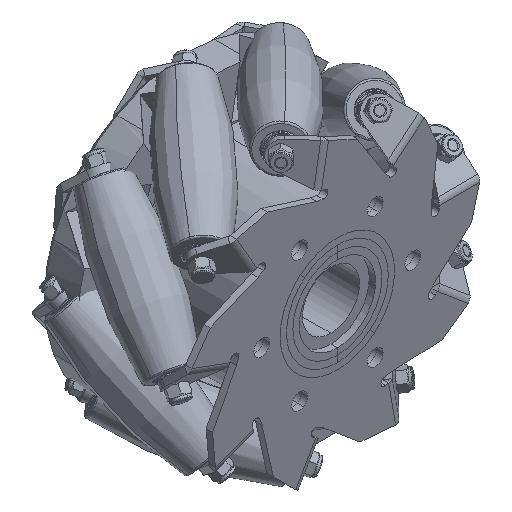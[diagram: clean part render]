
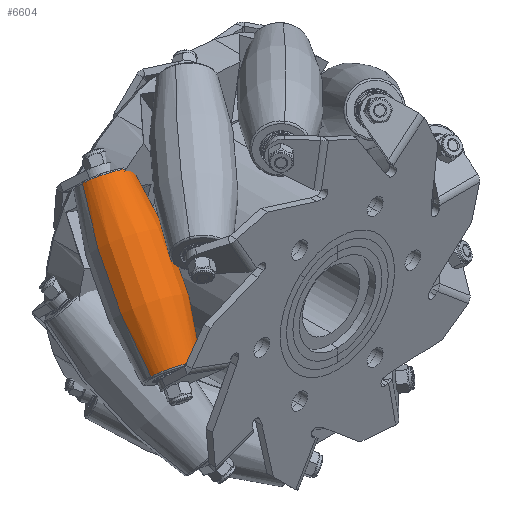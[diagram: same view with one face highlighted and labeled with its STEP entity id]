
A CAD part, isometric view. The second image highlights one B-rep face of the part: STEP entity #6604.
In plain terms, the highlighted face is a revolution surface.
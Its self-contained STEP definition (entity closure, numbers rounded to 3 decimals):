
#6301=CARTESIAN_POINT('',(23.089,6.577,-36.826));
#6302=DIRECTION('',(0.696,-0.707,0.123));
#6303=DIRECTION('',(-0.174,0.,0.985));
#6304=AXIS2_PLACEMENT_3D('',#6301,#6302,#6303);
#6306=CARTESIAN_POINT('',(-7.899,39.272,
-49.372));
#6307=CARTESIAN_POINT('',(-6.909,38.325,
-49.531));
#6308=CARTESIAN_POINT('',(-4.241,35.757,
-49.875));
#6309=CARTESIAN_POINT('',(0.865,30.772,
-50.12));
#6310=CARTESIAN_POINT('',(7.391,24.26,-49.628));
#6311=CARTESIAN_POINT('',(14.479,17.003,-48.04));
#6312=CARTESIAN_POINT('',(19.123,12.121,-46.265));
#6313=CARTESIAN_POINT('',(22.355,8.673,-44.738));
#6314=CARTESIAN_POINT('',(23.403,7.548,-44.197));
#6315=CARTESIAN_POINT('',(24.3,6.577,-43.698));
#6317=CARTESIAN_POINT('',(-9.11,39.272,
-42.504));
#6318=DIRECTION('',(0.696,-0.707,0.123));
#6319=DIRECTION('',(-0.174,0.,0.985));
#6320=AXIS2_PLACEMENT_3D('',#6317,#6318,#6319);
#6322=CARTESIAN_POINT('',(-10.321,39.272,
-35.635));
#6323=CARTESIAN_POINT('',(-9.445,38.325,
-35.148));
#6324=CARTESIAN_POINT('',(-7.055,35.757,
-33.911));
#6325=CARTESIAN_POINT('',(-2.342,30.772,
-31.935));
#6326=CARTESIAN_POINT('',(3.959,24.26,-30.165));
#6327=CARTESIAN_POINT('',(11.163,17.003,-29.233));
#6328=CARTESIAN_POINT('',(16.134,12.121,-29.313));
#6329=CARTESIAN_POINT('',(19.693,8.673,-29.643));
#6330=CARTESIAN_POINT('',(20.863,7.548,-29.793));
#6331=CARTESIAN_POINT('',(21.877,6.577,-29.955));
#6467=CARTESIAN_POINT('',(21.877,6.577,-29.955));
#6468=CARTESIAN_POINT('',(24.3,6.577,-43.698));
#6469=VERTEX_POINT('',#6467);
#6470=VERTEX_POINT('',#6468);
#6471=CARTESIAN_POINT('',(-10.321,39.272,
-35.635));
#6472=CARTESIAN_POINT('',(-7.899,39.272,
-49.372));
#6473=VERTEX_POINT('',#6471);
#6474=VERTEX_POINT('',#6472);
#6582=CARTESIAN_POINT('',(24.593,6.26,-43.533));
#6583=CARTESIAN_POINT('',(23.602,7.333,-44.093));
#6584=CARTESIAN_POINT('',(22.457,8.565,-44.69));
#6585=CARTESIAN_POINT('',(19.123,12.121,-46.265));
#6586=CARTESIAN_POINT('',(14.479,17.003,-48.04));
#6587=CARTESIAN_POINT('',(7.391,24.26,-49.628));
#6588=CARTESIAN_POINT('',(0.865,30.772,
-50.12));
#6589=CARTESIAN_POINT('',(-4.354,35.868,
-49.87));
#6590=CARTESIAN_POINT('',(-7.132,38.539,
-49.501));
#6591=CARTESIAN_POINT('',(-8.23,39.589,
-49.318));
#6593=CARTESIAN_POINT('',(-8.785,38.943,
-42.446));
#6594=DIRECTION('',(0.696,-0.707,0.123));
#6595=AXIS1_PLACEMENT('',#6593,#6594);
#6596=SURFACE_OF_REVOLUTION('',#6592,#6595);
#6597=ORIENTED_EDGE('',*,*,#6576,.T.);
#6598=ORIENTED_EDGE('',*,*,#6532,.F.);
#6600=ORIENTED_EDGE('',*,*,#6599,.F.);
#6601=ORIENTED_EDGE('',*,*,#6528,.T.);
#6602=EDGE_LOOP('',(#6597,#6598,#6600,#6601));
#6603=FACE_OUTER_BOUND('',#6602,.F.);
#6305=CIRCLE('',#6304,6.977);
#6316=B_SPLINE_CURVE_WITH_KNOTS('',3,(#6306,#6307,#6308,#6309,#6310,#6311,#6312,
#6313,#6314,#6315),.UNSPECIFIED.,.F.,.F.,(4,1,1,1,1,1,1,4),(0.,
0.091,0.244,0.46,0.677,
0.893,0.907,1.),.UNSPECIFIED.);
#6321=CIRCLE('',#6320,6.974);
#6332=B_SPLINE_CURVE_WITH_KNOTS('',3,(#6322,#6323,#6324,#6325,#6326,#6327,#6328,
#6329,#6330,#6331),.UNSPECIFIED.,.F.,.F.,(4,1,1,1,1,1,1,4),(0.,
0.091,0.244,0.46,0.677,
0.893,0.907,1.),.UNSPECIFIED.);
#6528=EDGE_CURVE('',#6473,#6469,#6332,.T.);
#6532=EDGE_CURVE('',#6474,#6470,#6316,.T.);
#6576=EDGE_CURVE('',#6469,#6470,#6305,.T.);
#6592=B_SPLINE_CURVE_WITH_KNOTS('',3,(#6582,#6583,#6584,#6585,#6586,#6587,#6588,
#6589,#6590,#6591),.UNSPECIFIED.,.F.,.F.,(4,1,1,1,1,1,1,4),(0.,
0.101,0.115,0.327,0.539,
0.751,0.901,1.),.UNSPECIFIED.);
#6599=EDGE_CURVE('',#6473,#6474,#6321,.T.);
#6604=ADVANCED_FACE('',(#6603),#6596,.F.);
